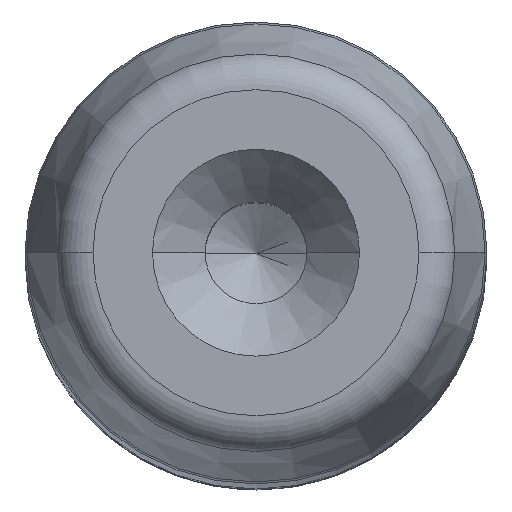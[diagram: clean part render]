
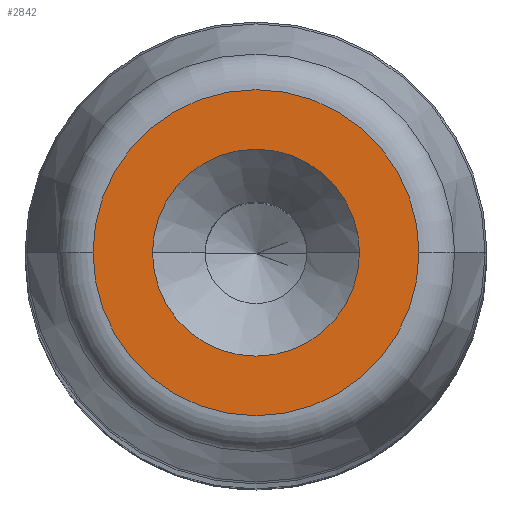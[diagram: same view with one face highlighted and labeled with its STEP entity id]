
A CAD part, top view. The second image highlights one B-rep face of the part: STEP entity #2842.
In plain terms, the highlighted planar face has unit normal (0, 0, 1).
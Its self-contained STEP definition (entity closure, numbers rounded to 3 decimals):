
#105 = CARTESIAN_POINT ( 'NONE',  ( 0., 0., 200. ) ) ;
#378 = DIRECTION ( 'NONE',  ( 1., 0., 0. ) ) ;
#419 = ORIENTED_EDGE ( 'NONE', *, *, #2145, .T. ) ;
#482 = AXIS2_PLACEMENT_3D ( 'NONE', #2462, #2429, #378 ) ;
#487 = DIRECTION ( 'NONE',  ( 0., 0., 1. ) ) ;
#526 = EDGE_LOOP ( 'NONE', ( #2067, #1419 ) ) ;
#580 = DIRECTION ( 'NONE',  ( 1., 0., 0. ) ) ;
#730 = CARTESIAN_POINT ( 'NONE',  ( 8.822, 0., 200. ) ) ;
#747 = VERTEX_POINT ( 'NONE', #1773 ) ;
#752 = DIRECTION ( 'NONE',  ( 1., 0., 0. ) ) ;
#777 = CIRCLE ( 'NONE', #1529, 5.6 ) ;
#943 = FACE_OUTER_BOUND ( 'NONE', #2948, .T. ) ;
#1015 = DIRECTION ( 'NONE',  ( 0., 0., 1. ) ) ;
#1033 = CARTESIAN_POINT ( 'NONE',  ( 0., 0., 200. ) ) ;
#1042 = DIRECTION ( 'NONE',  ( 0., 0., 1. ) ) ;
#1046 = AXIS2_PLACEMENT_3D ( 'NONE', #105, #2695, #1991 ) ;
#1278 = CARTESIAN_POINT ( 'NONE',  ( 0., 0., 200. ) ) ;
#1390 = FACE_BOUND ( 'NONE', #526, .T. ) ;
#1419 = ORIENTED_EDGE ( 'NONE', *, *, #2805, .F. ) ;
#1517 = DIRECTION ( 'NONE',  ( 1., 0., 0. ) ) ;
#1529 = AXIS2_PLACEMENT_3D ( 'NONE', #1278, #1042, #1517 ) ;
#1724 = ORIENTED_EDGE ( 'NONE', *, *, #2851, .T. ) ;
#1773 = CARTESIAN_POINT ( 'NONE',  ( -5.6, 0., 200. ) ) ;
#1785 = CIRCLE ( 'NONE', #1046, 8.822 ) ;
#1821 = CIRCLE ( 'NONE', #1948, 5.6 ) ;
#1822 = CIRCLE ( 'NONE', #2579, 8.822 ) ;
#1871 = CARTESIAN_POINT ( 'NONE',  ( 0., 0., 200. ) ) ;
#1897 = VERTEX_POINT ( 'NONE', #2761 ) ;
#1899 = CARTESIAN_POINT ( 'NONE',  ( -8.822, 0., 200. ) ) ;
#1948 = AXIS2_PLACEMENT_3D ( 'NONE', #1033, #1015, #580 ) ;
#1991 = DIRECTION ( 'NONE',  ( 1., 0., 0. ) ) ;
#2067 = ORIENTED_EDGE ( 'NONE', *, *, #2908, .F. ) ;
#2145 = EDGE_CURVE ( 'NONE', #2269, #2523, #1822, .T. ) ;
#2224 = PLANE ( 'NONE',  #482 ) ;
#2269 = VERTEX_POINT ( 'NONE', #730 ) ;
#2429 = DIRECTION ( 'NONE',  ( 0., 0., 1. ) ) ;
#2462 = CARTESIAN_POINT ( 'NONE',  ( 0., 0., 200. ) ) ;
#2523 = VERTEX_POINT ( 'NONE', #1899 ) ;
#2579 = AXIS2_PLACEMENT_3D ( 'NONE', #1871, #487, #752 ) ;
#2695 = DIRECTION ( 'NONE',  ( 0., 0., 1. ) ) ;
#2761 = CARTESIAN_POINT ( 'NONE',  ( 5.6, 0., 200. ) ) ;
#2805 = EDGE_CURVE ( 'NONE', #747, #1897, #1821, .T. ) ;
#2842 = ADVANCED_FACE ( 'NONE', ( #943, #1390 ), #2224, .T. ) ;
#2851 = EDGE_CURVE ( 'NONE', #2523, #2269, #1785, .T. ) ;
#2908 = EDGE_CURVE ( 'NONE', #1897, #747, #777, .T. ) ;
#2948 = EDGE_LOOP ( 'NONE', ( #419, #1724 ) ) ;
